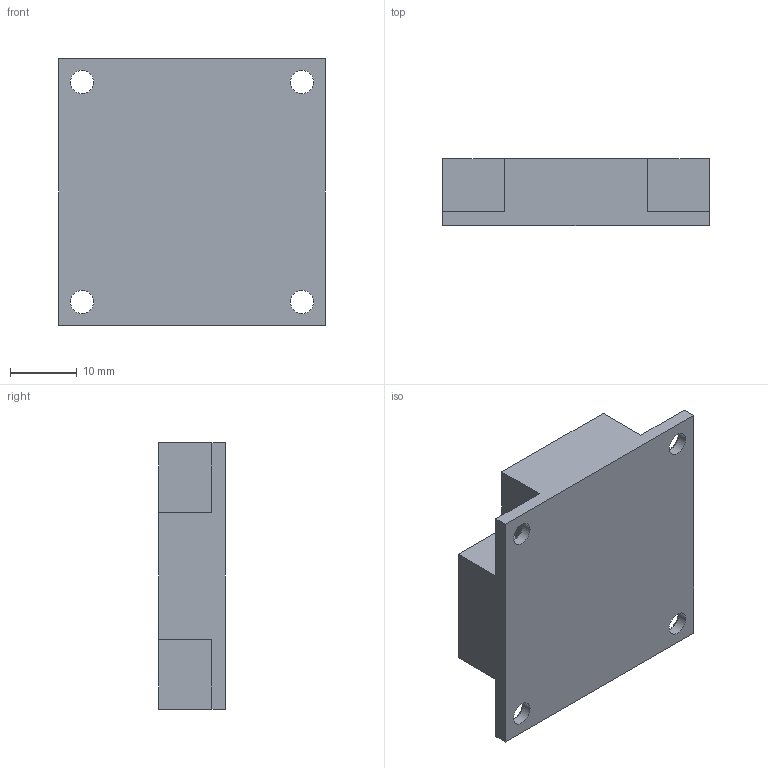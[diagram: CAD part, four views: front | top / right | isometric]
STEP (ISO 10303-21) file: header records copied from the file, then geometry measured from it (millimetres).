
FILE_DESCRIPTION (( 'STEP AP203' ), '1' );
FILE_NAME ('ATS-CPX-113-C1-R0_FUSED.STEP', '2013-10-25T10:00:56', ( 'Christine' ), ( 'Microsoft' ), 'SwSTEP 2.0', 'SolidWorks 2012', '' );
FILE_SCHEMA (( 'CONFIG_CONTROL_DESIGN' ));
Length unit declared in the file: millimetre
Products named in the file (1): ATS-CPX-113-C1-R0_FUSED
Bounding box: 40 x 10 x 40 mm (x, y, z)
Volume: 12809 mm3; surface area: 4799.4 mm2
Topology: 1 solids, 1 shells, 26 faces, 68 edges, 44 vertices
Faces by surface type: plane 18, cylinder 4, cone 4
Full cylindrical faces by diameter (mm): 3.5 x4
Entity records: 845 total; most frequent: CARTESIAN_POINT 131, DIRECTION 126, ORIENTED_EDGE 120, EDGE_CURVE 60, LINE 48, VECTOR 48, VERTEX_POINT 44, EDGE_LOOP 42
